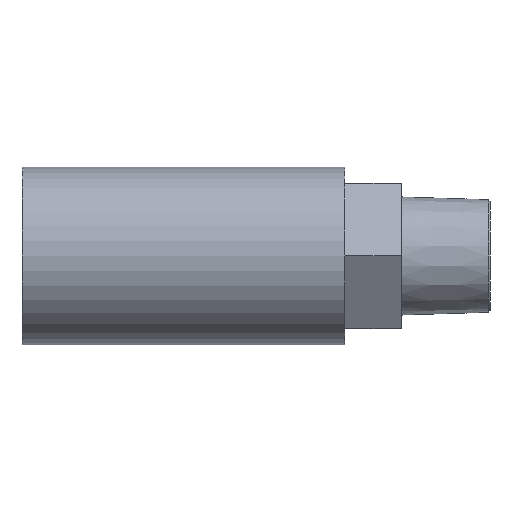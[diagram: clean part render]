
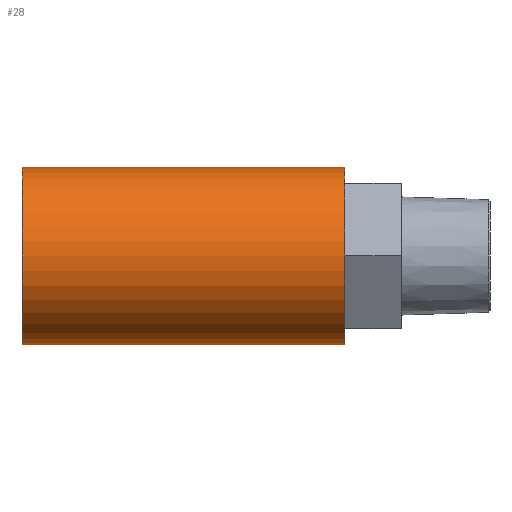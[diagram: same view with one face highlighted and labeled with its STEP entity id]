
A CAD part, left-side view. The second image highlights one B-rep face of the part: STEP entity #28.
In plain terms, the highlighted cylindrical face has radius 25 mm (diameter 50 mm), a partial arc.
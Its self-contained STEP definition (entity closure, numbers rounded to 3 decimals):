
#28 = ADVANCED_FACE ( 'NONE', ( #369 ), #370, .T. ) ;
#51 = EDGE_CURVE ( 'NONE', #112, #314, #86, .T. ) ;
#55 = EDGE_CURVE ( 'NONE', #282, #326, #90, .T. ) ;
#60 = EDGE_CURVE ( 'NONE', #282, #314, #523, .T. ) ;
#80 = EDGE_CURVE ( 'NONE', #326, #112, #451, .T. ) ;
#86 = CIRCLE ( 'NONE', #402, 25. ) ;
#90 = CIRCLE ( 'NONE', #398, 25. ) ;
#111 = ORIENTED_EDGE ( 'NONE', *, *, #51, .F. ) ;
#112 = VERTEX_POINT ( 'NONE', #434 ) ;
#115 = ORIENTED_EDGE ( 'NONE', *, *, #55, .F. ) ;
#164 = CARTESIAN_POINT ( 'NONE',  ( 0., -29.711, 0. ) ) ;
#178 = DIRECTION ( 'NONE',  ( 0., 1., 0. ) ) ;
#231 = ORIENTED_EDGE ( 'NONE', *, *, #60, .T. ) ;
#255 = ORIENTED_EDGE ( 'NONE', *, *, #80, .F. ) ;
#282 = VERTEX_POINT ( 'NONE', #586 ) ;
#295 = DIRECTION ( 'NONE',  ( 0., 0., 1. ) ) ;
#298 = EDGE_LOOP ( 'NONE', ( #255, #115, #231, #111 ) ) ;
#314 = VERTEX_POINT ( 'NONE', #592 ) ;
#326 = VERTEX_POINT ( 'NONE', #468 ) ;
#359 = VECTOR ( 'NONE', #448, 1000. ) ;
#365 = VECTOR ( 'NONE', #578, 1000. ) ;
#369 = FACE_OUTER_BOUND ( 'NONE', #298, .T. ) ;
#370 = CYLINDRICAL_SURFACE ( 'NONE', #393, 25. ) ;
#393 = AXIS2_PLACEMENT_3D ( 'NONE', #164, #178, #295 ) ;
#398 = AXIS2_PLACEMENT_3D ( 'NONE', #512, #531, #588 ) ;
#402 = AXIS2_PLACEMENT_3D ( 'NONE', #548, #536, #509 ) ;
#434 = CARTESIAN_POINT ( 'NONE',  ( 0., 132., -25. ) ) ;
#448 = DIRECTION ( 'NONE',  ( 0., 1., 0. ) ) ;
#450 = CARTESIAN_POINT ( 'NONE',  ( 0., -29.711, -25. ) ) ;
#451 = LINE ( 'NONE', #450, #359 ) ;
#468 = CARTESIAN_POINT ( 'NONE',  ( 0., 41., -25. ) ) ;
#509 = DIRECTION ( 'NONE',  ( 0., 0., 1. ) ) ;
#512 = CARTESIAN_POINT ( 'NONE',  ( 0., 41., 0. ) ) ;
#523 = LINE ( 'NONE', #525, #365 ) ;
#525 = CARTESIAN_POINT ( 'NONE',  ( 0., -29.711, 25. ) ) ;
#531 = DIRECTION ( 'NONE',  ( 0., -1., 0. ) ) ;
#536 = DIRECTION ( 'NONE',  ( 0., 1., 0. ) ) ;
#548 = CARTESIAN_POINT ( 'NONE',  ( 0., 132., 0. ) ) ;
#578 = DIRECTION ( 'NONE',  ( 0., 1., 0. ) ) ;
#586 = CARTESIAN_POINT ( 'NONE',  ( 0., 41., 25. ) ) ;
#588 = DIRECTION ( 'NONE',  ( 0., 0., 1. ) ) ;
#592 = CARTESIAN_POINT ( 'NONE',  ( 0., 132., 25. ) ) ;
